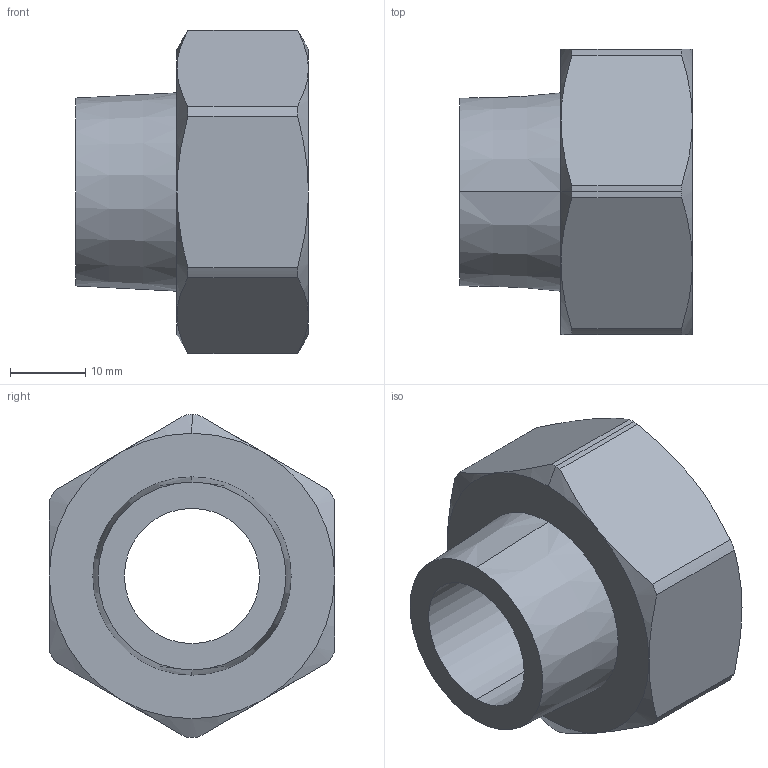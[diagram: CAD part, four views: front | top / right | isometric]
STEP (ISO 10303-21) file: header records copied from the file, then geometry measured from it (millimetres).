
FILE_DESCRIPTION (( 'STEP AP214' ), '1' );
FILE_NAME ('DRF.MF0506.STEP', '2018-09-11T11:30:10', ( '' ), ( '' ), 'SwSTEP 2.0', 'SolidWorks 2018', '' );
FILE_SCHEMA (( 'AUTOMOTIVE_DESIGN' ));
Length unit declared in the file: millimetre
Products named in the file (1): DRF.MF0506
Bounding box: 31 x 38 x 43 mm (x, y, z)
Volume: 13841 mm3; surface area: 7495.3 mm2
Topology: 1 solids, 1 shells, 39 faces, 90 edges, 55 vertices
Faces by surface type: cone 18, cylinder 11, plane 10
Entity records: 1257 total; most frequent: CARTESIAN_POINT 345, DIRECTION 189, ORIENTED_EDGE 180, EDGE_CURVE 90, AXIS2_PLACEMENT_3D 83, VERTEX_POINT 55, CIRCLE 43, EDGE_LOOP 43
